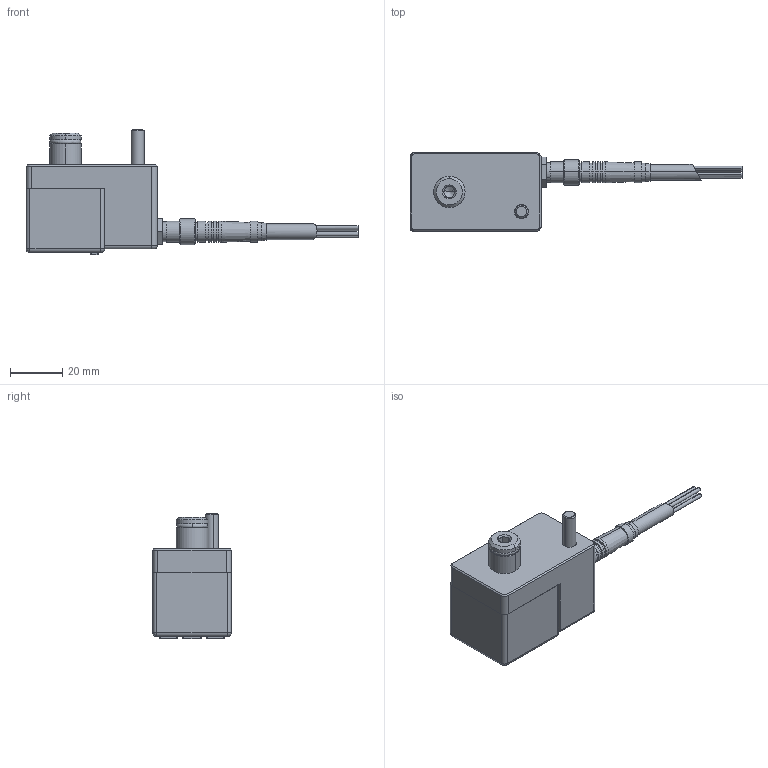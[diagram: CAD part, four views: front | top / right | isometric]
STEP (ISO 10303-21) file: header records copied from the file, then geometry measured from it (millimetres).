
FILE_DESCRIPTION (( 'STEP AP203' ), '1' );
FILE_NAME ('VM.STEP', '2012-09-05T14:04:34', ( 'Jordi' ), ( '' ), 'SwSTEP 2.0', 'SolidWorks 2011', '' );
FILE_SCHEMA (( 'CONFIG_CONTROL_DESIGN' ));
Length unit declared in the file: millimetre
Products named in the file (7): VM; Socket Head Cap Screw_DIN_DIN 912 M5 x 40 --- 22C; lumberg1; cable conector1; digital-03; 8VM181212; 7VM503032
Assembly tree (6 placements, depth 2):
  VM
    8VM181212
    7VM503032
    Socket Head Cap Screw_DIN_DIN 912 M5 x 40 --- 22C
    lumberg1
    cable conector1
    digital-03
Bounding box: 126.5 x 30 x 47.7 mm (x, y, z)
Volume: 47980.5 mm3; surface area: 19133.4 mm2
Topology: 7 solids, 7 shells, 339 faces, 793 edges, 491 vertices
Faces by surface type: cylinder 138, plane 138, cone 37, sphere 12, torus 10, bspline 4
Entity records: 10491 total; most frequent: CARTESIAN_POINT 1911, DIRECTION 1774, ORIENTED_EDGE 1538, EDGE_CURVE 769, AXIS2_PLACEMENT_3D 698, VERTEX_POINT 483, EDGE_LOOP 388, VECTOR 378
